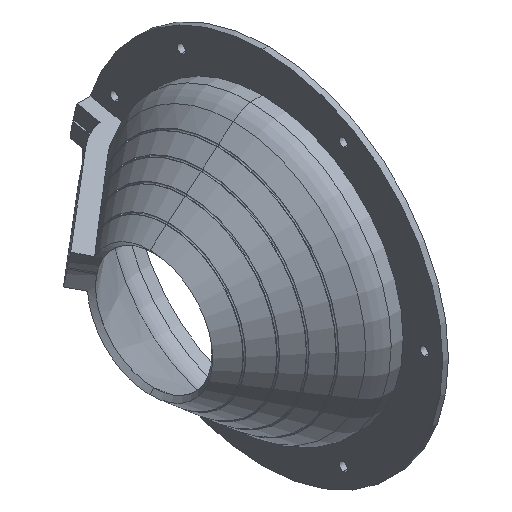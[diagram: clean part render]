
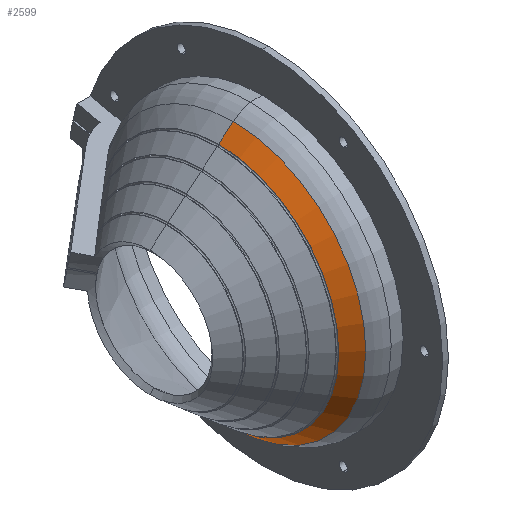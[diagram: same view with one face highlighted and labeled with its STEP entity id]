
A CAD part, isometric view. The second image highlights one B-rep face of the part: STEP entity #2599.
In plain terms, the highlighted conical face has half-angle 40 degrees and reference radius 73 mm.
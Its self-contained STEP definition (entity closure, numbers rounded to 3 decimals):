
#9 = CIRCLE ( 'NONE', #380, 62.321 ) ;
#12 = EDGE_CURVE ( 'NONE', #1216, #1254, #1199, .T. ) ;
#14 = EDGE_CURVE ( 'NONE', #955, #1214, #1197, .T. ) ;
#16 = EDGE_CURVE ( 'NONE', #1214, #1254, #1195, .T. ) ;
#353 = DIRECTION ( 'NONE',  ( 0., 0., 1. ) ) ;
#354 = DIRECTION ( 'NONE',  ( -1., 0., 0. ) ) ;
#355 = CARTESIAN_POINT ( 'NONE',  ( -5.108, 0., 0. ) ) ;
#362 = CARTESIAN_POINT ( 'NONE',  ( 0., 0., -73. ) ) ;
#363 = DIRECTION ( 'NONE',  ( 0.766, 0., -0.643 ) ) ;
#364 = DIRECTION ( 'NONE',  ( 0.766, 0., 0.643 ) ) ;
#366 = CARTESIAN_POINT ( 'NONE',  ( 0., 0., 73. ) ) ;
#380 = AXIS2_PLACEMENT_3D ( 'NONE', #2483, #2466, #2441 ) ;
#432 = AXIS2_PLACEMENT_3D ( 'NONE', #2178, #2182, #2183 ) ;
#509 = EDGE_LOOP ( 'NONE', ( #1906, #1905, #1065, #1961 ) ) ;
#955 = VERTEX_POINT ( 'NONE', #2489 ) ;
#1065 = ORIENTED_EDGE ( 'NONE', *, *, #14, .T. ) ;
#1194 = VECTOR ( 'NONE', #363, 1000. ) ;
#1195 = CIRCLE ( 'NONE', #2909, 68.714 ) ;
#1197 = LINE ( 'NONE', #362, #1194 ) ;
#1198 = VECTOR ( 'NONE', #364, 1000. ) ;
#1199 = LINE ( 'NONE', #366, #1198 ) ;
#1214 = VERTEX_POINT ( 'NONE', #2387 ) ;
#1216 = VERTEX_POINT ( 'NONE', #2382 ) ;
#1254 = VERTEX_POINT ( 'NONE', #2307 ) ;
#1327 = FACE_OUTER_BOUND ( 'NONE', #509, .T. ) ;
#1338 = CONICAL_SURFACE ( 'NONE', #432, 73., 0.698 ) ;
#1905 = ORIENTED_EDGE ( 'NONE', *, *, #2544, .F. ) ;
#1906 = ORIENTED_EDGE ( 'NONE', *, *, #12, .F. ) ;
#1961 = ORIENTED_EDGE ( 'NONE', *, *, #16, .T. ) ;
#2178 = CARTESIAN_POINT ( 'NONE',  ( 0., 0., 0. ) ) ;
#2182 = DIRECTION ( 'NONE',  ( 1., 0., 0. ) ) ;
#2183 = DIRECTION ( 'NONE',  ( 0., 0., -1. ) ) ;
#2307 = CARTESIAN_POINT ( 'NONE',  ( -5.108, 0., 68.714 ) ) ;
#2382 = CARTESIAN_POINT ( 'NONE',  ( -12.726, 0., 62.321 ) ) ;
#2387 = CARTESIAN_POINT ( 'NONE',  ( -5.108, 0., -68.714 ) ) ;
#2441 = DIRECTION ( 'NONE',  ( 0., 0., 1. ) ) ;
#2466 = DIRECTION ( 'NONE',  ( -1., 0., 0. ) ) ;
#2483 = CARTESIAN_POINT ( 'NONE',  ( -12.726, 0., 0. ) ) ;
#2489 = CARTESIAN_POINT ( 'NONE',  ( -12.726, 0., -62.321 ) ) ;
#2544 = EDGE_CURVE ( 'NONE', #955, #1216, #9, .T. ) ;
#2599 = ADVANCED_FACE ( 'NONE', ( #1327 ), #1338, .T. ) ;
#2909 = AXIS2_PLACEMENT_3D ( 'NONE', #355, #354, #353 ) ;
